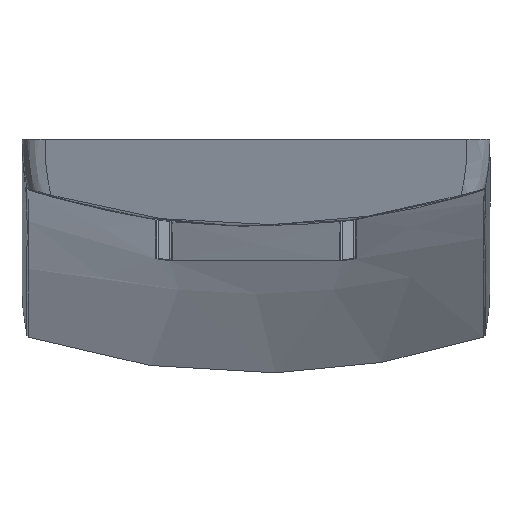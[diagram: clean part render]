
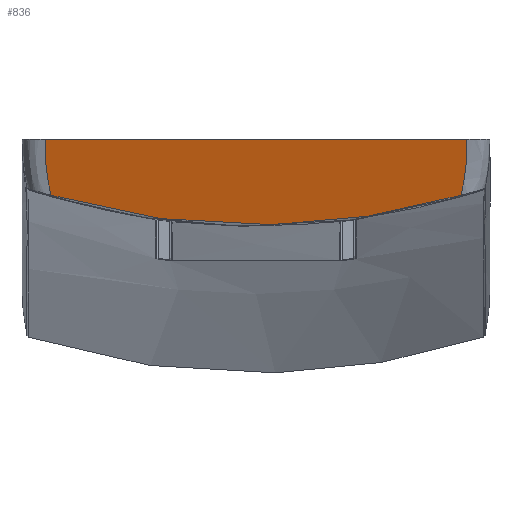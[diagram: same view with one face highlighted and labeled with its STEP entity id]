
A CAD part, top view. The second image highlights one B-rep face of the part: STEP entity #836.
In plain terms, the highlighted planar face has unit normal (0, -0.267, 0.964).
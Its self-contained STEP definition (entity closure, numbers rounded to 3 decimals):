
#6 = DIRECTION ( 'NONE',  ( 0.957, 0.281, 0.078 ) ) ;
#86 = VERTEX_POINT ( 'NONE', #1814 ) ;
#134 = VERTEX_POINT ( 'NONE', #1006 ) ;
#155 = ORIENTED_EDGE ( 'NONE', *, *, #781, .F. ) ;
#160 = CARTESIAN_POINT ( 'NONE',  ( 24.485, 25.272, 85.881 ) ) ;
#240 = CARTESIAN_POINT ( 'NONE',  ( -54.499, 44.077, 91.097 ) ) ;
#250 = CARTESIAN_POINT ( 'NONE',  ( -54.476, 42.087, 90.545 ) ) ;
#262 = CARTESIAN_POINT ( 'NONE',  ( 54.47, 41.69, 90.435 ) ) ;
#457 = CARTESIAN_POINT ( 'NONE',  ( -37.747, 27.509, 86.501 ) ) ;
#467 = EDGE_CURVE ( 'NONE', #86, #3612, #3640, .T. ) ;
#469 = CARTESIAN_POINT ( 'NONE',  ( 44.387, 28.794, 86.857 ) ) ;
#520 = CARTESIAN_POINT ( 'NONE',  ( 0., 45.831, 91.583 ) ) ;
#548 = CARTESIAN_POINT ( 'NONE',  ( -54.5, 43.665, 90.983 ) ) ;
#561 = CARTESIAN_POINT ( 'NONE',  ( -54.471, 41.916, 90.498 ) ) ;
#572 = CARTESIAN_POINT ( 'NONE',  ( 54.141, 37.452, 89.259 ) ) ;
#594 = EDGE_CURVE ( 'NONE', #134, #3023, #2717, .T. ) ;
#617 = PLANE ( 'NONE',  #1121 ) ;
#751 = CARTESIAN_POINT ( 'NONE',  ( -31.124, 26.27, 86.157 ) ) ;
#781 = EDGE_CURVE ( 'NONE', #86, #3023, #3567, .T. ) ;
#819 = CARTESIAN_POINT ( 'NONE',  ( -54.473, 45.436, 91.474 ) ) ;
#835 = CARTESIAN_POINT ( 'NONE',  ( -54.5, 43.636, 90.975 ) ) ;
#836 = ADVANCED_FACE ( 'NONE', ( #3635 ), #617, .F. ) ;
#849 = CARTESIAN_POINT ( 'NONE',  ( -54.44, 41.118, 90.276 ) ) ;
#862 = CARTESIAN_POINT ( 'NONE',  ( 53.601, 34.009, 88.304 ) ) ;
#1006 = CARTESIAN_POINT ( 'NONE',  ( -53.015, 31.34, 87.564 ) ) ;
#1045 = CARTESIAN_POINT ( 'NONE',  ( 53.016, 31.34, 87.564 ) ) ;
#1046 = CARTESIAN_POINT ( 'NONE',  ( -17.858, 24.317, 85.616 ) ) ;
#1102 = DIRECTION ( 'NONE',  ( -1., 0., 0. ) ) ;
#1120 = CARTESIAN_POINT ( 'NONE',  ( -54.48, 45.145, 91.393 ) ) ;
#1121 = AXIS2_PLACEMENT_3D ( 'NONE', #3582, #1786, #6 ) ;
#1131 = CARTESIAN_POINT ( 'NONE',  ( -54.5, 43.568, 90.956 ) ) ;
#1144 = CARTESIAN_POINT ( 'NONE',  ( -54.307, 39.145, 89.729 ) ) ;
#1154 = CARTESIAN_POINT ( 'NONE',  ( 53.164, 31.942, 87.731 ) ) ;
#1327 = CARTESIAN_POINT ( 'NONE',  ( 4.374, 23.676, 85.438 ) ) ;
#1391 = CARTESIAN_POINT ( 'NONE',  ( -54.485, 44.915, 91.329 ) ) ;
#1405 = CARTESIAN_POINT ( 'NONE',  ( -54.499, 43.247, 90.867 ) ) ;
#1415 = CARTESIAN_POINT ( 'NONE',  ( 54.464, 45.831, 91.583 ) ) ;
#1419 = CARTESIAN_POINT ( 'NONE',  ( -53.964, 36.118, 88.889 ) ) ;
#1557 = CARTESIAN_POINT ( 'NONE',  ( -54.464, 45.831, 91.583 ) ) ;
#1615 = EDGE_LOOP ( 'NONE', ( #2317, #2436, #155, #2525 ) ) ;
#1621 = CARTESIAN_POINT ( 'NONE',  ( 15.535, 24.31, 85.614 ) ) ;
#1693 = CARTESIAN_POINT ( 'NONE',  ( -54.491, 44.59, 91.239 ) ) ;
#1707 = CARTESIAN_POINT ( 'NONE',  ( -54.486, 42.412, 90.635 ) ) ;
#1720 = CARTESIAN_POINT ( 'NONE',  ( -53.305, 32.526, 87.893 ) ) ;
#1786 = DIRECTION ( 'NONE',  ( 0., 0.267, -0.964 ) ) ;
#1814 = CARTESIAN_POINT ( 'NONE',  ( 54.464, 45.831, 91.583 ) ) ;
#1921 = CARTESIAN_POINT ( 'NONE',  ( -53.015, 31.34, 87.564 ) ) ;
#1928 = CARTESIAN_POINT ( 'NONE',  ( 22.246, 24.991, 85.802 ) ) ;
#1994 = CARTESIAN_POINT ( 'NONE',  ( -54.495, 44.331, 91.167 ) ) ;
#2004 = CARTESIAN_POINT ( 'NONE',  ( -54.477, 42.102, 90.549 ) ) ;
#2015 = CARTESIAN_POINT ( 'NONE',  ( 54.525, 43.244, 90.866 ) ) ;
#2018 = VECTOR ( 'NONE', #1102, 1000. ) ;
#2113 = EDGE_CURVE ( 'NONE', #3612, #134, #3030, .T. ) ;
#2217 = CARTESIAN_POINT ( 'NONE',  ( -44.345, 28.95, 86.901 ) ) ;
#2226 = CARTESIAN_POINT ( 'NONE',  ( 35.62, 26.878, 86.326 ) ) ;
#2297 = CARTESIAN_POINT ( 'NONE',  ( -54.5, 43.827, 91.028 ) ) ;
#2310 = CARTESIAN_POINT ( 'NONE',  ( -54.475, 42.03, 90.529 ) ) ;
#2317 = ORIENTED_EDGE ( 'NONE', *, *, #2113, .T. ) ;
#2323 = CARTESIAN_POINT ( 'NONE',  ( 54.404, 39.873, 89.931 ) ) ;
#2436 = ORIENTED_EDGE ( 'NONE', *, *, #594, .T. ) ;
#2525 = ORIENTED_EDGE ( 'NONE', *, *, #467, .T. ) ;
#2526 = CARTESIAN_POINT ( 'NONE',  ( -35.539, 27.068, 86.379 ) ) ;
#2534 = CARTESIAN_POINT ( 'NONE',  ( 53.016, 31.34, 87.564 ) ) ;
#2576 = CARTESIAN_POINT ( 'NONE',  ( -54.469, 45.633, 91.529 ) ) ;
#2607 = CARTESIAN_POINT ( 'NONE',  ( -54.5, 43.646, 90.978 ) ) ;
#2619 = CARTESIAN_POINT ( 'NONE',  ( -54.462, 41.65, 90.424 ) ) ;
#2634 = CARTESIAN_POINT ( 'NONE',  ( 53.889, 35.489, 88.715 ) ) ;
#2717 = B_SPLINE_CURVE_WITH_KNOTS ( 'NONE', 3,
 ( #1921, #3718, #2217, #457, #2526, #751, #2820, #1046, #3120, #1327, #3432, #1621, #3728, #1928, #160, #2226, #469, #2534 ),
 .UNSPECIFIED., .F., .F.,
 ( 4, 2, 2, 2, 2, 2, 2, 2, 4 ),
 ( 0., 0.014, 0.02, 0.027, 0.054, 0.068, 0.074, 0.081, 0.108 ),
 .UNSPECIFIED. ) ;
#2820 = CARTESIAN_POINT ( 'NONE',  ( -28.914, 25.911, 86.058 ) ) ;
#2890 = CARTESIAN_POINT ( 'NONE',  ( -54.479, 45.188, 91.405 ) ) ;
#2902 = CARTESIAN_POINT ( 'NONE',  ( -54.5, 43.613, 90.968 ) ) ;
#2916 = CARTESIAN_POINT ( 'NONE',  ( -54.381, 40.055, 89.981 ) ) ;
#2928 = CARTESIAN_POINT ( 'NONE',  ( 53.361, 32.799, 87.968 ) ) ;
#3023 = VERTEX_POINT ( 'NONE', #1045 ) ;
#3030 = B_SPLINE_CURVE_WITH_KNOTS ( 'NONE', 3,
 ( #3466, #2576, #819, #2890, #1120, #3193, #1391, #3498, #1693, #3798, #1994, #240, #2297, #548, #2607, #835, #2902, #1131, #3208, #1405, #3512, #1707, #3812, #2004, #250, #2310, #561, #2619, #849, #2916, #1144, #3221, #1419, #3524, #1720, #3827 ),
 .UNSPECIFIED., .F., .F.,
 ( 4, 2, 2, 1, 2, 2, 1, 1, 2, 2, 1, 1, 1, 1, 1, 2, 2, 1, 1, 1, 1, 2, 2, 4 ),
 ( 0., 0.03, 0.038, 0.046, 0.061, 0.076, 0.091, 0.121, 0.123, 0.125, 0.129, 0.137, 0.152, 0.182, 0.243, 0.247, 0.25, 0.258, 0.273, 0.304, 0.364, 0.486, 0.729, 0.972 ),
 .UNSPECIFIED. ) ;
#3120 = CARTESIAN_POINT ( 'NONE',  ( -8.983, 23.681, 85.439 ) ) ;
#3193 = CARTESIAN_POINT ( 'NONE',  ( -54.482, 45.053, 91.368 ) ) ;
#3208 = CARTESIAN_POINT ( 'NONE',  ( -54.5, 43.462, 90.926 ) ) ;
#3218 = CARTESIAN_POINT ( 'NONE',  ( 54.474, 45.375, 91.457 ) ) ;
#3221 = CARTESIAN_POINT ( 'NONE',  ( -54.127, 37.327, 89.225 ) ) ;
#3230 = CARTESIAN_POINT ( 'NONE',  ( 53.016, 31.34, 87.564 ) ) ;
#3432 = CARTESIAN_POINT ( 'NONE',  ( 8.834, 23.832, 85.481 ) ) ;
#3466 = CARTESIAN_POINT ( 'NONE',  ( -54.464, 45.831, 91.583 ) ) ;
#3498 = CARTESIAN_POINT ( 'NONE',  ( -54.488, 44.776, 91.291 ) ) ;
#3512 = CARTESIAN_POINT ( 'NONE',  ( -54.495, 42.813, 90.746 ) ) ;
#3524 = CARTESIAN_POINT ( 'NONE',  ( -53.553, 33.719, 88.224 ) ) ;
#3567 = B_SPLINE_CURVE_WITH_KNOTS ( 'NONE', 6,
 ( #1415, #3218, #3824, #2015, #262, #2323, #572, #2634, #862, #2928, #1154, #3230 ),
 .UNSPECIFIED., .F., .F.,
 ( 7, 1, 1, 1, 1, 1, 7 ),
 ( 0., 0.182, 0.371, 0.479, 0.621, 0.725, 0.971 ),
 .UNSPECIFIED. ) ;
#3582 = CARTESIAN_POINT ( 'NONE',  ( -59.679, 45.228, 91.416 ) ) ;
#3612 = VERTEX_POINT ( 'NONE', #1557 ) ;
#3635 = FACE_OUTER_BOUND ( 'NONE', #1615, .T. ) ;
#3640 = LINE ( 'NONE', #520, #2018 ) ;
#3718 = CARTESIAN_POINT ( 'NONE',  ( -48.701, 30.067, 87.211 ) ) ;
#3728 = CARTESIAN_POINT ( 'NONE',  ( 17.771, 24.509, 85.669 ) ) ;
#3798 = CARTESIAN_POINT ( 'NONE',  ( -54.493, 44.504, 91.215 ) ) ;
#3812 = CARTESIAN_POINT ( 'NONE',  ( -54.478, 42.135, 90.558 ) ) ;
#3824 = CARTESIAN_POINT ( 'NONE',  ( 54.497, 44.447, 91.199 ) ) ;
#3827 = CARTESIAN_POINT ( 'NONE',  ( -53.015, 31.34, 87.564 ) ) ;
